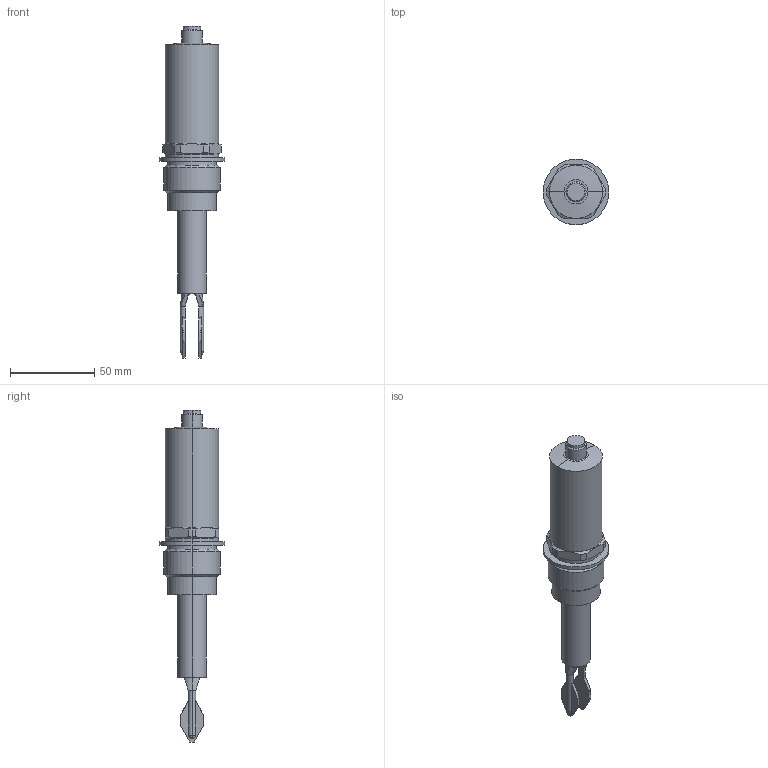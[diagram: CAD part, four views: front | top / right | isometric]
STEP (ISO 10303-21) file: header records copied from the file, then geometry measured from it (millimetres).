
FILE_DESCRIPTION((''),'2;1');
FILE_NAME('DM_CAD-6664','2019-05-28T08:19:02',('creinig-se'),(''),'CREO PARAMETRIC BY PTC INC, 2018420','CREO PARAMETRIC BY PTC INC, 2018420','');
FILE_SCHEMA(('CONFIG_CONTROL_DESIGN','SHAPE_APPEARANCE_LAYERS_GROUPS'));
Length unit declared in the file: millimetre
Products named in the file (1): DM_CAD-6664
Bounding box: 38.9 x 38.9 x 196.9 mm (x, y, z)
Volume: 91975.5 mm3; surface area: 17104 mm2
Topology: 1 solids, 1 shells, 112 faces, 284 edges, 181 vertices
Faces by surface type: plane 48, cylinder 42, cone 16, sphere 4, torus 2
Entity records: 4346 total; most frequent: CARTESIAN_POINT 716, DIRECTION 577, ORIENTED_EDGE 554, PRESENTATION_STYLE_ASSIGNMENT 282, STYLED_ITEM 282, CURVE_STYLE 281, EDGE_CURVE 277, AXIS2_PLACEMENT_3D 218
